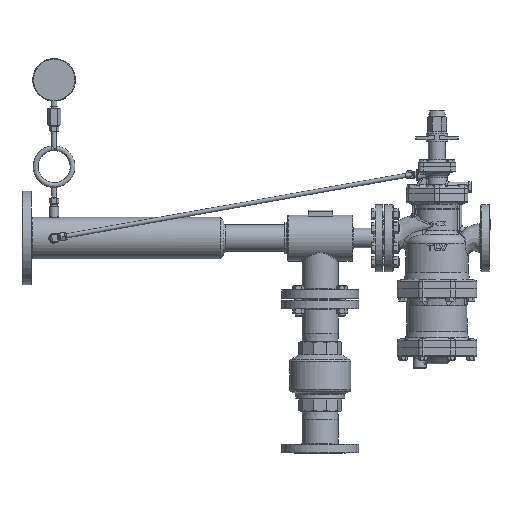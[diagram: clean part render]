
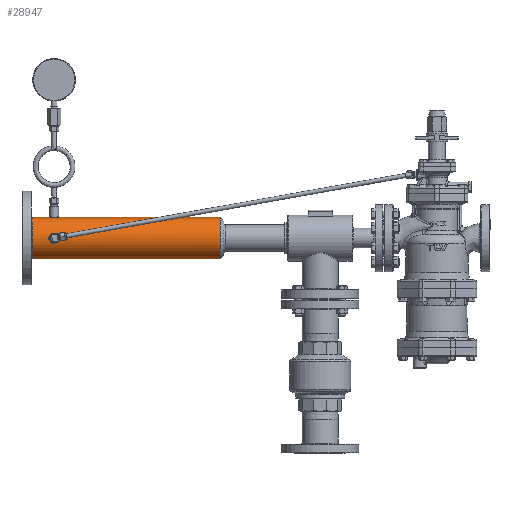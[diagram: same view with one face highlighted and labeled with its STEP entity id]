
A CAD part, left-side view. The second image highlights one B-rep face of the part: STEP entity #28947.
In plain terms, the highlighted cylindrical face has radius 51 mm (diameter 102 mm), a full revolution.
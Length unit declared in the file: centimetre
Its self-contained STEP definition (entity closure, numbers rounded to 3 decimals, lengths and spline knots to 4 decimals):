
#1095=B_SPLINE_CURVE_WITH_KNOTS('',3,(#47323,#47324,#47325,#47326,#47327,
#47328,#47329,#47330,#47331,#47332,#47333,#47334,#47335,#47336,#47337,#47338,
#47339),.UNSPECIFIED.,.T.,.F.,(4,1,1,1,1,1,1,1,1,1,1,1,1,1,4),(-6.6522,
-6.1771,-5.7019,-5.2268,-4.7516,
-4.2764,-3.8013,-3.4845,-2.851,
-2.2174,-1.9006,-1.4255,-0.9503,
-0.4752,0.),.UNSPECIFIED.);
#1098=B_SPLINE_CURVE_WITH_KNOTS('',3,(#47629,#47630,#47631,#47632,#47633,
#47634,#47635,#47636,#47637,#47638,#47639,#47640,#47641,#47642,#47643,#47644,
#47645,#47646),.UNSPECIFIED.,.T.,.F.,(4,1,1,1,1,1,1,1,1,1,1,1,1,1,1,4),
(-6.6522,-6.4147,-6.1771,-5.7019,
-5.2268,-4.7516,-4.4348,-3.8013,
-3.1677,-2.851,-2.3758,-1.9006,
-1.4255,-0.9503,-0.4752,0.),
 .UNSPECIFIED.);
#2829=FACE_BOUND('',#6638,.T.);
#2830=FACE_BOUND('',#6639,.T.);
#2831=FACE_BOUND('',#6640,.T.);
#3304=CYLINDRICAL_SURFACE('',#31411,5.1);
#4400=FACE_OUTER_BOUND('',#6637,.T.);
#6637=EDGE_LOOP('',(#22278));
#6638=EDGE_LOOP('',(#22279));
#6639=EDGE_LOOP('',(#22280));
#6640=EDGE_LOOP('',(#22281));
#8596=CIRCLE('',#31291,5.1);
#8650=CIRCLE('',#31374,5.1);
#13461=VERTEX_POINT('',#47092);
#13511=VERTEX_POINT('',#47321);
#13529=VERTEX_POINT('',#47582);
#13535=VERTEX_POINT('',#47628);
#16629=EDGE_CURVE('',#13461,#13461,#8596,.T.);
#16690=EDGE_CURVE('',#13511,#13511,#1095,.T.);
#16711=EDGE_CURVE('',#13529,#13529,#8650,.T.);
#16719=EDGE_CURVE('',#13535,#13535,#1098,.T.);
#22278=ORIENTED_EDGE('',*,*,#16711,.F.);
#22279=ORIENTED_EDGE('',*,*,#16629,.T.);
#22280=ORIENTED_EDGE('',*,*,#16690,.F.);
#22281=ORIENTED_EDGE('',*,*,#16719,.F.);
#28947=ADVANCED_FACE('',(#4400,#2829,#2830,#2831),#3304,.T.);
#31291=AXIS2_PLACEMENT_3D('',#47093,#36284,#36285);
#31374=AXIS2_PLACEMENT_3D('',#47583,#36474,#36475);
#31411=AXIS2_PLACEMENT_3D('',#47627,#36550,#36551);
#36284=DIRECTION('center_axis',(0.,1.,0.));
#36285=DIRECTION('ref_axis',(1.,0.,0.));
#36474=DIRECTION('center_axis',(0.,1.,0.));
#36475=DIRECTION('ref_axis',(0.,0.,
-1.));
#36550=DIRECTION('center_axis',(0.,1.,0.));
#36551=DIRECTION('ref_axis',(0.,0.,
1.));
#47092=CARTESIAN_POINT('',(0.,24.61,5.1));
#47093=CARTESIAN_POINT('Origin',(0.,24.61,0.));
#47321=CARTESIAN_POINT('',(-1.2509,65.5,4.9442));
#47323=CARTESIAN_POINT('Ctrl Pts',(-1.2511,65.5,4.9441));
#47324=CARTESIAN_POINT('Ctrl Pts',(-1.2511,65.3049,4.9441));
#47325=CARTESIAN_POINT('Ctrl Pts',(-1.1645,64.9146,4.9672));
#47326=CARTESIAN_POINT('Ctrl Pts',(-0.8073,64.4499,5.0427));
#47327=CARTESIAN_POINT('Ctrl Pts',(-0.2896,64.1893,
5.1023));
#47328=CARTESIAN_POINT('Ctrl Pts',(0.2895,64.1894,5.1026));
#47329=CARTESIAN_POINT('Ctrl Pts',(0.8072,64.45,5.0424));
#47330=CARTESIAN_POINT('Ctrl Pts',(1.1244,64.8632,4.9761));
#47331=CARTESIAN_POINT('Ctrl Pts',(1.2936,65.428,4.933));
#47332=CARTESIAN_POINT('Ctrl Pts',(1.1961,66.1017,4.9608));
#47333=CARTESIAN_POINT('Ctrl Pts',(0.7535,66.594,5.053));
#47334=CARTESIAN_POINT('Ctrl Pts',(0.2252,66.8104,5.102));
#47335=CARTESIAN_POINT('Ctrl Pts',(-0.2895,66.8108,
5.1024));
#47336=CARTESIAN_POINT('Ctrl Pts',(-0.8072,66.55,5.0425));
#47337=CARTESIAN_POINT('Ctrl Pts',(-1.1645,66.0854,4.9672));
#47338=CARTESIAN_POINT('Ctrl Pts',(-1.2511,65.6951,4.9441));
#47339=CARTESIAN_POINT('Ctrl Pts',(-1.2511,65.5,4.9441));
#47582=CARTESIAN_POINT('',(0.,70.87,5.1));
#47583=CARTESIAN_POINT('Origin',(0.,70.87,0.));
#47627=CARTESIAN_POINT('Origin',(0.,47.89,0.));
#47628=CARTESIAN_POINT('',(-4.9442,65.5,-1.2509));
#47629=CARTESIAN_POINT('Ctrl Pts',(-4.9441,65.5,-1.2511));
#47630=CARTESIAN_POINT('Ctrl Pts',(-4.9441,65.4024,-1.2511));
#47631=CARTESIAN_POINT('Ctrl Pts',(-4.9497,65.2072,-1.2296));
#47632=CARTESIAN_POINT('Ctrl Pts',(-4.9799,64.8374,-1.1049));
#47633=CARTESIAN_POINT('Ctrl Pts',(-5.0425,64.4499,-0.8073));
#47634=CARTESIAN_POINT('Ctrl Pts',(-5.1024,64.1893,-0.2895));
#47635=CARTESIAN_POINT('Ctrl Pts',(-5.102,64.1896,0.2252));
#47636=CARTESIAN_POINT('Ctrl Pts',(-5.053,64.406,0.7535));
#47637=CARTESIAN_POINT('Ctrl Pts',(-4.9608,64.8983,1.1961));
#47638=CARTESIAN_POINT('Ctrl Pts',(-4.933,65.572,1.2936));
#47639=CARTESIAN_POINT('Ctrl Pts',(-4.9761,66.1368,1.1244));
#47640=CARTESIAN_POINT('Ctrl Pts',(-5.0424,66.55,0.8072));
#47641=CARTESIAN_POINT('Ctrl Pts',(-5.1026,66.8106,0.2895));
#47642=CARTESIAN_POINT('Ctrl Pts',(-5.1023,66.8107,-0.2896));
#47643=CARTESIAN_POINT('Ctrl Pts',(-5.0427,66.5501,-0.8072));
#47644=CARTESIAN_POINT('Ctrl Pts',(-4.9671,66.0852,-1.1646));
#47645=CARTESIAN_POINT('Ctrl Pts',(-4.9442,65.6952,-1.251));
#47646=CARTESIAN_POINT('Ctrl Pts',(-4.9441,65.5,-1.2511));
